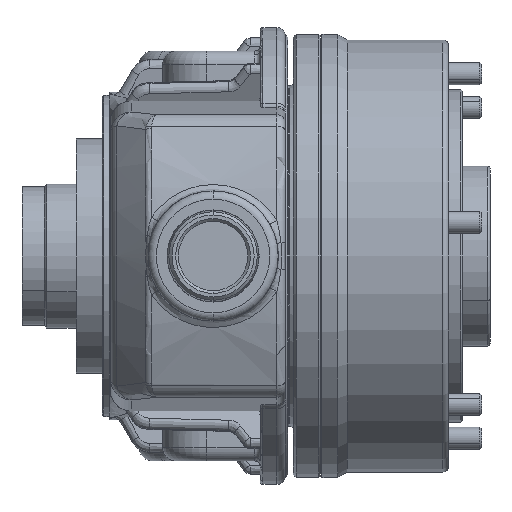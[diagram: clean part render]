
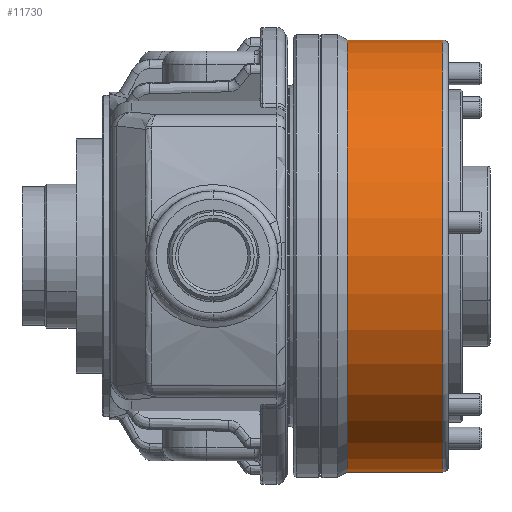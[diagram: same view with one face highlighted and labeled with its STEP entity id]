
A CAD part, front view. The second image highlights one B-rep face of the part: STEP entity #11730.
In plain terms, the highlighted cylindrical face has radius 78 mm (diameter 156 mm), a partial arc.
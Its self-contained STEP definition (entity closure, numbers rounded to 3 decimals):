
#802 = DIRECTION ( 'NONE',  ( 0., 0., 1. ) ) ;
#1478 = ORIENTED_EDGE ( 'NONE', *, *, #34100, .F. ) ;
#1691 = DIRECTION ( 'NONE',  ( -1., 0., 0. ) ) ;
#5275 = CARTESIAN_POINT ( 'NONE',  ( 9.464, 0., -78. ) ) ;
#5579 = CYLINDRICAL_SURFACE ( 'NONE', #30948, 78. ) ;
#6166 = CIRCLE ( 'NONE', #7233, 78. ) ;
#7019 = ORIENTED_EDGE ( 'NONE', *, *, #39303, .F. ) ;
#7233 = AXIS2_PLACEMENT_3D ( 'NONE', #41068, #20895, #802 ) ;
#7494 = CARTESIAN_POINT ( 'NONE',  ( 0., 0., 78. ) ) ;
#10371 = DIRECTION ( 'NONE',  ( 0., 0., 1. ) ) ;
#10481 = VERTEX_POINT ( 'NONE', #26942 ) ;
#10539 = EDGE_CURVE ( 'NONE', #10481, #19676, #6166, .T. ) ;
#11730 = ADVANCED_FACE ( 'NONE', ( #23434 ), #5579, .T. ) ;
#11885 = CARTESIAN_POINT ( 'NONE',  ( 9.464, 0., 78. ) ) ;
#12429 = DIRECTION ( 'NONE',  ( -1., 0., 0. ) ) ;
#15784 = CARTESIAN_POINT ( 'NONE',  ( 0., 0., -78. ) ) ;
#15805 = VECTOR ( 'NONE', #12429, 1000. ) ;
#16820 = CARTESIAN_POINT ( 'NONE',  ( 0., 0., 0. ) ) ;
#18110 = ORIENTED_EDGE ( 'NONE', *, *, #10539, .T. ) ;
#19055 = ORIENTED_EDGE ( 'NONE', *, *, #41749, .T. ) ;
#19676 = VERTEX_POINT ( 'NONE', #20863 ) ;
#20054 = VECTOR ( 'NONE', #41180, 1000. ) ;
#20863 = CARTESIAN_POINT ( 'NONE',  ( 44., 0., 78. ) ) ;
#20895 = DIRECTION ( 'NONE',  ( -1., 0., 0. ) ) ;
#20987 = EDGE_LOOP ( 'NONE', ( #1478, #18110, #19055, #7019 ) ) ;
#21777 = CARTESIAN_POINT ( 'NONE',  ( 9.464, 0., 0. ) ) ;
#23434 = FACE_OUTER_BOUND ( 'NONE', #20987, .T. ) ;
#24742 = LINE ( 'NONE', #15784, #15805 ) ;
#25169 = DIRECTION ( 'NONE',  ( 0., 0., 1. ) ) ;
#25779 = VERTEX_POINT ( 'NONE', #5275 ) ;
#25782 = AXIS2_PLACEMENT_3D ( 'NONE', #21777, #1691, #25169 ) ;
#26942 = CARTESIAN_POINT ( 'NONE',  ( 44., 0., -78. ) ) ;
#28945 = VERTEX_POINT ( 'NONE', #11885 ) ;
#30948 = AXIS2_PLACEMENT_3D ( 'NONE', #16820, #33900, #10371 ) ;
#33402 = CIRCLE ( 'NONE', #25782, 78. ) ;
#33900 = DIRECTION ( 'NONE',  ( -1., 0., 0. ) ) ;
#34100 = EDGE_CURVE ( 'NONE', #10481, #25779, #24742, .T. ) ;
#39028 = LINE ( 'NONE', #7494, #20054 ) ;
#39303 = EDGE_CURVE ( 'NONE', #25779, #28945, #33402, .T. ) ;
#41068 = CARTESIAN_POINT ( 'NONE',  ( 44., 0., 0. ) ) ;
#41180 = DIRECTION ( 'NONE',  ( -1., 0., 0. ) ) ;
#41749 = EDGE_CURVE ( 'NONE', #19676, #28945, #39028, .T. ) ;
